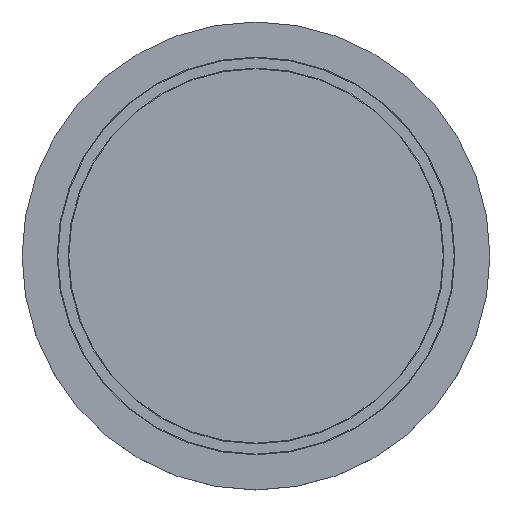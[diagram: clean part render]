
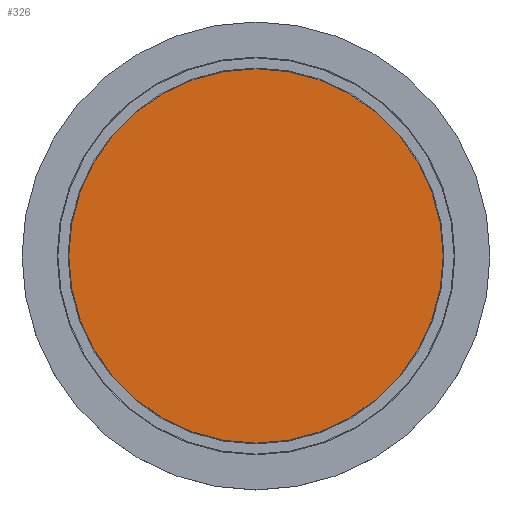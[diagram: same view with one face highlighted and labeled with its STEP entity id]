
A CAD part, top view. The second image highlights one B-rep face of the part: STEP entity #326.
In plain terms, the highlighted planar face has unit normal (0, 0, 1).
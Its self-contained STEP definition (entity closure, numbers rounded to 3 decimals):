
#13 = AXIS2_PLACEMENT_3D ( 'NONE', #200, #630, #380 ) ;
#35 = AXIS2_PLACEMENT_3D ( 'NONE', #474, #418, #366 ) ;
#102 = VERTEX_POINT ( 'NONE', #476 ) ;
#129 = AXIS2_PLACEMENT_3D ( 'NONE', #679, #365, #586 ) ;
#162 = CIRCLE ( 'NONE', #129, 72. ) ;
#185 = FACE_OUTER_BOUND ( 'NONE', #578, .T. ) ;
#186 = ORIENTED_EDGE ( 'NONE', *, *, #353, .T. ) ;
#200 = CARTESIAN_POINT ( 'NONE',  ( 0., 0., 0. ) ) ;
#307 = PLANE ( 'NONE',  #13 ) ;
#326 = ADVANCED_FACE ( 'NONE', ( #185 ), #307, .F. ) ;
#353 = EDGE_CURVE ( 'NONE', #373, #102, #162, .T. ) ;
#365 = DIRECTION ( 'NONE',  ( 0., 0., 1. ) ) ;
#366 = DIRECTION ( 'NONE',  ( 1., 0., 0. ) ) ;
#373 = VERTEX_POINT ( 'NONE', #587 ) ;
#380 = DIRECTION ( 'NONE',  ( -1., 0., 0. ) ) ;
#418 = DIRECTION ( 'NONE',  ( 0., 0., 1. ) ) ;
#474 = CARTESIAN_POINT ( 'NONE',  ( 0., 0., 0. ) ) ;
#476 = CARTESIAN_POINT ( 'NONE',  ( -72., 0., 0. ) ) ;
#478 = CIRCLE ( 'NONE', #35, 72. ) ;
#509 = ORIENTED_EDGE ( 'NONE', *, *, #565, .T. ) ;
#565 = EDGE_CURVE ( 'NONE', #102, #373, #478, .T. ) ;
#578 = EDGE_LOOP ( 'NONE', ( #186, #509 ) ) ;
#586 = DIRECTION ( 'NONE',  ( 1., 0., 0. ) ) ;
#587 = CARTESIAN_POINT ( 'NONE',  ( 72., 0., 0. ) ) ;
#630 = DIRECTION ( 'NONE',  ( 0., 0., -1. ) ) ;
#679 = CARTESIAN_POINT ( 'NONE',  ( 0., 0., 0. ) ) ;
